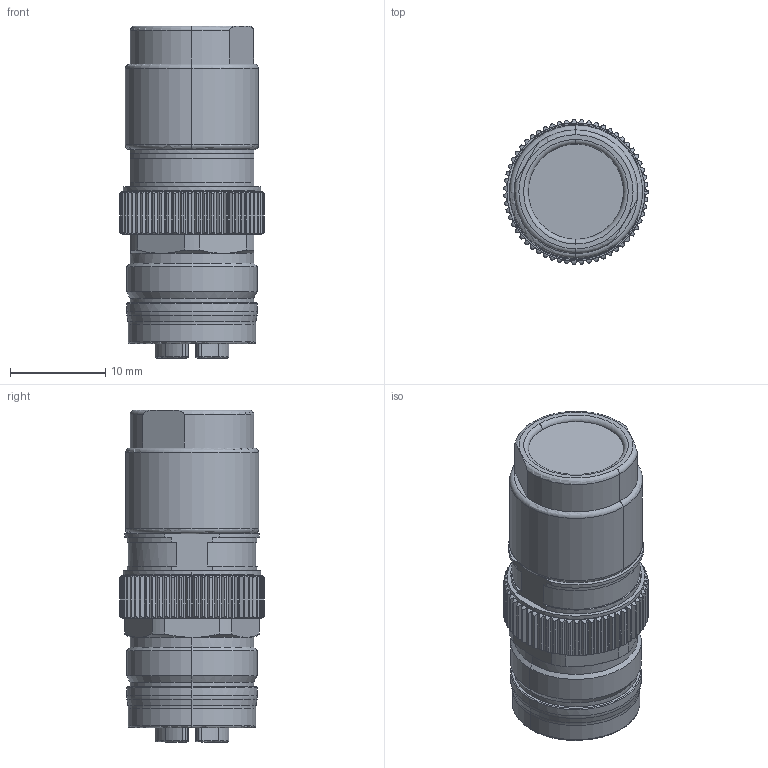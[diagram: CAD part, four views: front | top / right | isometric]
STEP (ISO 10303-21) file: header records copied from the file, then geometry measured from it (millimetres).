
FILE_DESCRIPTION(('CATIA V5 STEP Exchange','CAx-IF Rec.Pracs.--- Model Styling and Organization---1.5--- 2016-08-15','CAx-IF Rec.Pracs.---Supplemental Geometry---1.0---2011-11-01','CAx-IF Rec.Pracs.--- Composite Materials ---1.1---2010-07-15'),'2;1');
FILE_NAME ('D1463634_0', '2025-11-21T11:21:38+00:00', ('none'), ('Weidmueller'), 'CATIA Version 5-6 Release 2024 SP4', 'CATIA V5 STEP AP214 v3', 'none');
FILE_SCHEMA(('AUTOMOTIVE_DESIGN { 1 0 10303 214 1 1 1 1 }'));
Length unit declared in the file: millimetre
Products named in the file (1): 2672440000
Bounding box: 15.19 x 15.2 x 34.9 mm (x, y, z)
Volume: 4369.9 mm3; surface area: 3025.3 mm2
Topology: 1 solids, 1 shells, 727 faces, 1909 edges, 1210 vertices
Faces by surface type: cylinder 292, plane 225, torus 106, cone 66, bspline 38
Entity records: 23222 total; most frequent: CARTESIAN_POINT 7842, ORIENTED_EDGE 3818, DIRECTION 2161, EDGE_CURVE 1909, VERTEX_POINT 1210, AXIS2_PLACEMENT_3D 1146, EDGE_LOOP 753, CIRCLE 752
